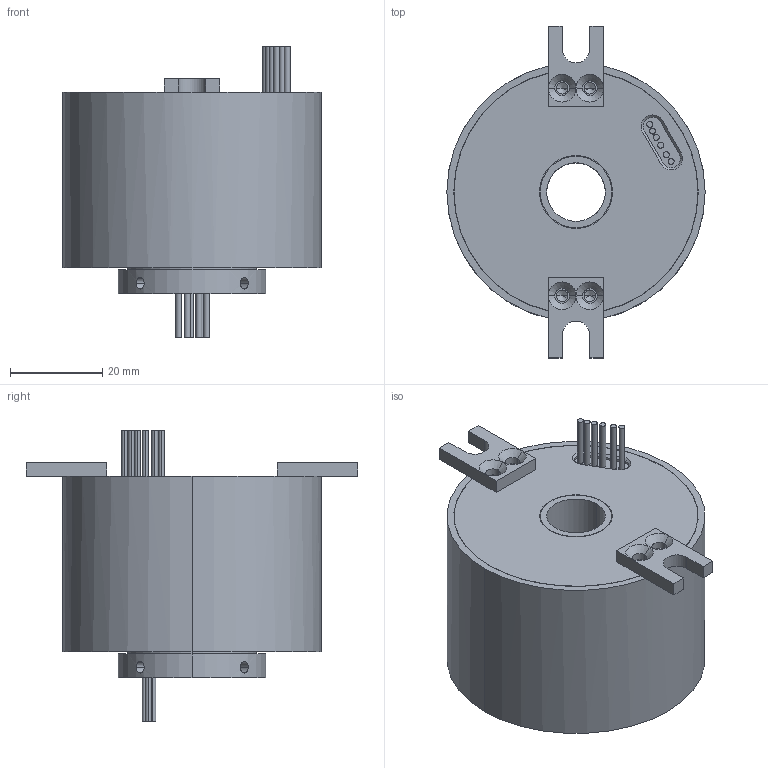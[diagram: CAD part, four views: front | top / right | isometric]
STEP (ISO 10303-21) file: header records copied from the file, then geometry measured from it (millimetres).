
FILE_DESCRIPTION (( 'STEP AP203' ), '1' );
FILE_NAME ('RT1256-S06.STEP', '2020-09-11T08:08:37', ( '微软用户' ), ( '微软中国' ), 'SwSTEP 2.0', 'SolidWorks 2014', '' );
FILE_SCHEMA (( 'CONFIG_CONTROL_DESIGN' ));
Length unit declared in the file: millimetre
Products named in the file (1): RT1256-S06
Bounding box: 56 x 72 x 63.2 mm (x, y, z)
Volume: 93157.6 mm3; surface area: 16563.6 mm2
Topology: 1 solids, 1 shells, 154 faces, 356 edges, 217 vertices
Faces by surface type: cylinder 78, plane 57, cone 19
Entity records: 4688 total; most frequent: CARTESIAN_POINT 1016, DIRECTION 809, ORIENTED_EDGE 696, EDGE_CURVE 348, AXIS2_PLACEMENT_3D 322, VERTEX_POINT 217, EDGE_LOOP 189, CIRCLE 167
